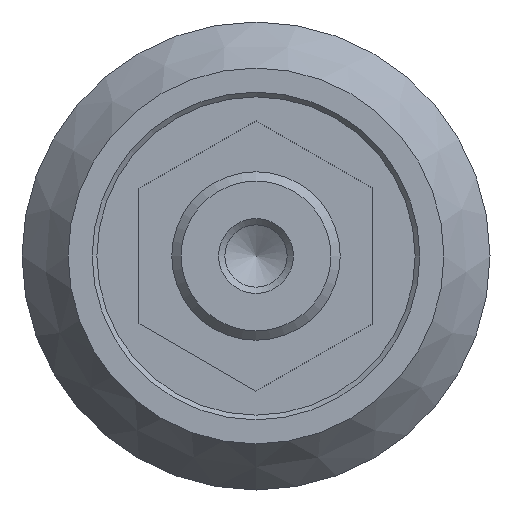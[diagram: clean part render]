
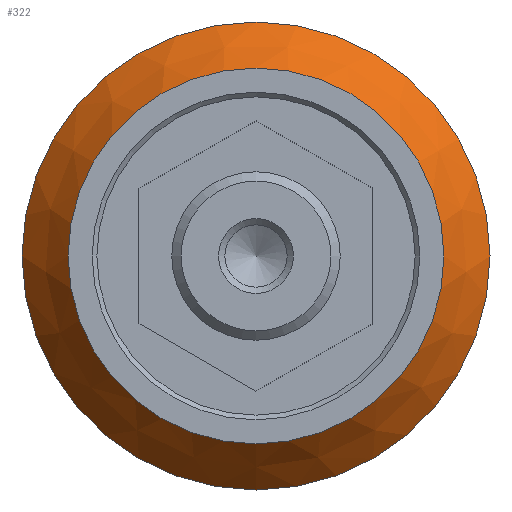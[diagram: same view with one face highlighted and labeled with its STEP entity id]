
A CAD part, left-side view. The second image highlights one B-rep face of the part: STEP entity #322.
In plain terms, the highlighted conical face has half-angle 38 degrees and reference radius 20.08 mm.
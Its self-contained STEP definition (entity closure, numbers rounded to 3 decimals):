
#26=CONICAL_SURFACE('',#363,20.08,0.663);
#80=ORIENTED_EDGE('',*,*,#148,.F.);
#81=ORIENTED_EDGE('',*,*,#147,.T.);
#147=EDGE_CURVE('',#182,#182,#206,.T.);
#148=EDGE_CURVE('',#183,#183,#207,.T.);
#182=VERTEX_POINT('',#524);
#183=VERTEX_POINT('',#527);
#206=CIRCLE('',#362,20.08);
#207=CIRCLE('',#364,25.);
#227=EDGE_LOOP('',(#80));
#228=EDGE_LOOP('',(#81));
#269=FACE_BOUND('',#227,.T.);
#270=FACE_BOUND('',#228,.T.);
#322=ADVANCED_FACE('',(#269,#270),#26,.T.);
#362=AXIS2_PLACEMENT_3D('',#523,#417,#418);
#363=AXIS2_PLACEMENT_3D('',#525,#419,#420);
#364=AXIS2_PLACEMENT_3D('',#526,#421,#422);
#417=DIRECTION('',(1.,0.,0.));
#418=DIRECTION('',(0.,0.,-1.));
#419=DIRECTION('',(1.,0.,0.));
#420=DIRECTION('',(0.,0.,-1.));
#421=DIRECTION('',(1.,0.,0.));
#422=DIRECTION('',(0.,0.,-1.));
#523=CARTESIAN_POINT('',(8.3,0.,0.));
#524=CARTESIAN_POINT('',(8.3,0.,-20.08));
#525=CARTESIAN_POINT('',(8.3,0.,0.));
#526=CARTESIAN_POINT('',(14.597,0.,0.));
#527=CARTESIAN_POINT('',(14.597,0.,-25.));
